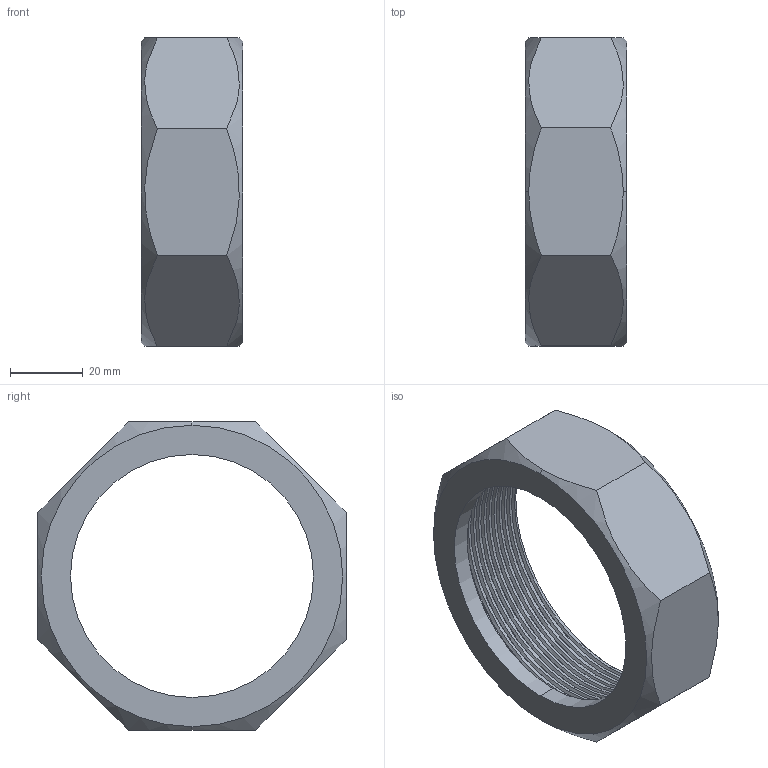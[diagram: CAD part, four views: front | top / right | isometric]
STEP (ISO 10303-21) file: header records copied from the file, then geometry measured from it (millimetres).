
FILE_DESCRIPTION (( 'STEP AP203' ), '1' );
FILE_NAME ('R-131-M_M75x2_17106780.STEP', '2024-09-03T09:45:31', ( '' ), ( '' ), 'SwSTEP 2.0', 'SolidWorks 2024', '' );
FILE_SCHEMA (( 'CONFIG_CONTROL_DESIGN' ));
Length unit declared in the file: millimetre
Products named in the file (1): R-131-M_M75x2_17106780
Bounding box: 28 x 85 x 85 mm (x, y, z)
Volume: 45375.3 mm3; surface area: 21300.5 mm2
Topology: 1 solids, 1 shells, 46 faces, 125 edges, 82 vertices
Faces by surface type: cylinder 26, plane 12, cone 4, bspline 4
Entity records: 4550 total; most frequent: CARTESIAN_POINT 3515, ORIENTED_EDGE 250, DIRECTION 145, EDGE_CURVE 125, VERTEX_POINT 82, AXIS2_PLACEMENT_3D 54, EDGE_LOOP 49, FACE_OUTER_BOUND 46
